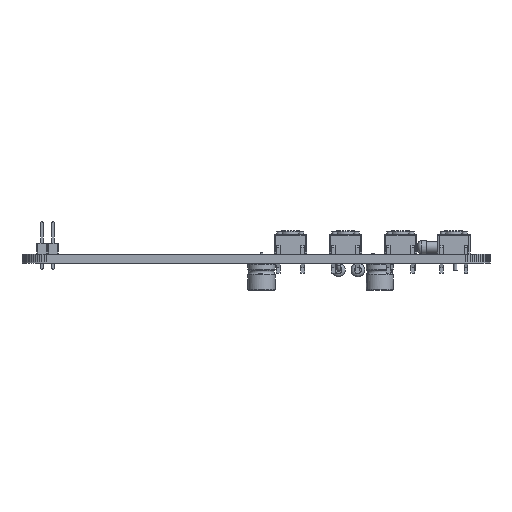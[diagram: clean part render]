
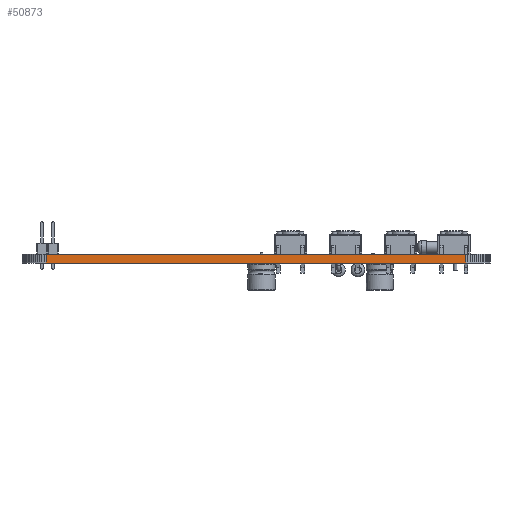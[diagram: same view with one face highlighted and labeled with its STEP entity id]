
A CAD part, left-side view. The second image highlights one B-rep face of the part: STEP entity #50873.
In plain terms, the highlighted planar face has unit normal (-1, 0, 0).
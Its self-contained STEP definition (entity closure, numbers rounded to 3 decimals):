
#17239 = PLANE('',#17240);
#17240 = AXIS2_PLACEMENT_3D('',#17241,#17242,#17243);
#17241 = CARTESIAN_POINT('',(140.97,-99.06,1.6));
#17242 = DIRECTION('',(-0.,-0.,-1.));
#17243 = DIRECTION('',(-1.,0.,0.));
#17293 = PLANE('',#17294);
#17294 = AXIS2_PLACEMENT_3D('',#17295,#17296,#17297);
#17295 = CARTESIAN_POINT('',(140.97,-99.06,0.));
#17296 = DIRECTION('',(-0.,-0.,-1.));
#17297 = DIRECTION('',(-1.,0.,0.));
#18830 = VERTEX_POINT('',#18831);
#18831 = CARTESIAN_POINT('',(78.74,-137.74,0.));
#18845 = PLANE('',#18846);
#18846 = AXIS2_PLACEMENT_3D('',#18847,#18848,#18849);
#18847 = CARTESIAN_POINT('',(78.759,-138.155,0.));
#18848 = DIRECTION('',(-0.999,-0.046,0.));
#18849 = DIRECTION('',(-0.046,0.999,0.));
#18857 = EDGE_CURVE('',#18830,#18858,#18860,.T.);
#18858 = VERTEX_POINT('',#18859);
#18859 = CARTESIAN_POINT('',(78.74,-60.38,0.));
#18860 = SURFACE_CURVE('',#18861,(#18865,#18872),.PCURVE_S1.);
#18861 = LINE('',#18862,#18863);
#18862 = CARTESIAN_POINT('',(78.74,-137.74,0.));
#18863 = VECTOR('',#18864,1.);
#18864 = DIRECTION('',(0.,1.,0.));
#18865 = PCURVE('',#17293,#18866);
#18866 = DEFINITIONAL_REPRESENTATION('',(#18867),#18871);
#18867 = LINE('',#18868,#18869);
#18868 = CARTESIAN_POINT('',(62.23,-38.68));
#18869 = VECTOR('',#18870,1.);
#18870 = DIRECTION('',(0.,1.));
#18871 = ( GEOMETRIC_REPRESENTATION_CONTEXT(2) 
PARAMETRIC_REPRESENTATION_CONTEXT() REPRESENTATION_CONTEXT('2D SPACE',''
  ) );
#18872 = PCURVE('',#18873,#18878);
#18873 = PLANE('',#18874);
#18874 = AXIS2_PLACEMENT_3D('',#18875,#18876,#18877);
#18875 = CARTESIAN_POINT('',(78.74,-137.74,0.));
#18876 = DIRECTION('',(-1.,0.,0.));
#18877 = DIRECTION('',(0.,1.,0.));
#18878 = DEFINITIONAL_REPRESENTATION('',(#18879),#18883);
#18879 = LINE('',#18880,#18881);
#18880 = CARTESIAN_POINT('',(0.,0.));
#18881 = VECTOR('',#18882,1.);
#18882 = DIRECTION('',(1.,0.));
#18883 = ( GEOMETRIC_REPRESENTATION_CONTEXT(2) 
PARAMETRIC_REPRESENTATION_CONTEXT() REPRESENTATION_CONTEXT('2D SPACE',''
  ) );
#18901 = PLANE('',#18902);
#18902 = AXIS2_PLACEMENT_3D('',#18903,#18904,#18905);
#18903 = CARTESIAN_POINT('',(78.74,-60.38,0.));
#18904 = DIRECTION('',(-0.999,0.046,0.));
#18905 = DIRECTION('',(0.046,0.999,0.));
#36614 = VERTEX_POINT('',#36615);
#36615 = CARTESIAN_POINT('',(78.74,-137.74,1.6));
#36636 = EDGE_CURVE('',#36614,#36637,#36639,.T.);
#36637 = VERTEX_POINT('',#36638);
#36638 = CARTESIAN_POINT('',(78.74,-60.38,1.6));
#36639 = SURFACE_CURVE('',#36640,(#36644,#36651),.PCURVE_S1.);
#36640 = LINE('',#36641,#36642);
#36641 = CARTESIAN_POINT('',(78.74,-137.74,1.6));
#36642 = VECTOR('',#36643,1.);
#36643 = DIRECTION('',(0.,1.,0.));
#36644 = PCURVE('',#17239,#36645);
#36645 = DEFINITIONAL_REPRESENTATION('',(#36646),#36650);
#36646 = LINE('',#36647,#36648);
#36647 = CARTESIAN_POINT('',(62.23,-38.68));
#36648 = VECTOR('',#36649,1.);
#36649 = DIRECTION('',(0.,1.));
#36650 = ( GEOMETRIC_REPRESENTATION_CONTEXT(2) 
PARAMETRIC_REPRESENTATION_CONTEXT() REPRESENTATION_CONTEXT('2D SPACE',''
  ) );
#36651 = PCURVE('',#18873,#36652);
#36652 = DEFINITIONAL_REPRESENTATION('',(#36653),#36657);
#36653 = LINE('',#36654,#36655);
#36654 = CARTESIAN_POINT('',(0.,-1.6));
#36655 = VECTOR('',#36656,1.);
#36656 = DIRECTION('',(1.,0.));
#36657 = ( GEOMETRIC_REPRESENTATION_CONTEXT(2) 
PARAMETRIC_REPRESENTATION_CONTEXT() REPRESENTATION_CONTEXT('2D SPACE',''
  ) );
#50823 = EDGE_CURVE('',#18858,#36637,#50824,.T.);
#50824 = SURFACE_CURVE('',#50825,(#50829,#50836),.PCURVE_S1.);
#50825 = LINE('',#50826,#50827);
#50826 = CARTESIAN_POINT('',(78.74,-60.38,0.));
#50827 = VECTOR('',#50828,1.);
#50828 = DIRECTION('',(0.,0.,1.));
#50829 = PCURVE('',#18901,#50830);
#50830 = DEFINITIONAL_REPRESENTATION('',(#50831),#50835);
#50831 = LINE('',#50832,#50833);
#50832 = CARTESIAN_POINT('',(0.,0.));
#50833 = VECTOR('',#50834,1.);
#50834 = DIRECTION('',(0.,-1.));
#50835 = ( GEOMETRIC_REPRESENTATION_CONTEXT(2) 
PARAMETRIC_REPRESENTATION_CONTEXT() REPRESENTATION_CONTEXT('2D SPACE',''
  ) );
#50836 = PCURVE('',#18873,#50837);
#50837 = DEFINITIONAL_REPRESENTATION('',(#50838),#50842);
#50838 = LINE('',#50839,#50840);
#50839 = CARTESIAN_POINT('',(77.36,0.));
#50840 = VECTOR('',#50841,1.);
#50841 = DIRECTION('',(0.,-1.));
#50842 = ( GEOMETRIC_REPRESENTATION_CONTEXT(2) 
PARAMETRIC_REPRESENTATION_CONTEXT() REPRESENTATION_CONTEXT('2D SPACE',''
  ) );
#50873 = ADVANCED_FACE('',(#50874),#18873,.T.);
#50874 = FACE_BOUND('',#50875,.T.);
#50875 = EDGE_LOOP('',(#50876,#50897,#50898,#50899));
#50876 = ORIENTED_EDGE('',*,*,#50877,.T.);
#50877 = EDGE_CURVE('',#18830,#36614,#50878,.T.);
#50878 = SURFACE_CURVE('',#50879,(#50883,#50890),.PCURVE_S1.);
#50879 = LINE('',#50880,#50881);
#50880 = CARTESIAN_POINT('',(78.74,-137.74,0.));
#50881 = VECTOR('',#50882,1.);
#50882 = DIRECTION('',(0.,0.,1.));
#50883 = PCURVE('',#18873,#50884);
#50884 = DEFINITIONAL_REPRESENTATION('',(#50885),#50889);
#50885 = LINE('',#50886,#50887);
#50886 = CARTESIAN_POINT('',(0.,0.));
#50887 = VECTOR('',#50888,1.);
#50888 = DIRECTION('',(0.,-1.));
#50889 = ( GEOMETRIC_REPRESENTATION_CONTEXT(2) 
PARAMETRIC_REPRESENTATION_CONTEXT() REPRESENTATION_CONTEXT('2D SPACE',''
  ) );
#50890 = PCURVE('',#18845,#50891);
#50891 = DEFINITIONAL_REPRESENTATION('',(#50892),#50896);
#50892 = LINE('',#50893,#50894);
#50893 = CARTESIAN_POINT('',(0.416,0.));
#50894 = VECTOR('',#50895,1.);
#50895 = DIRECTION('',(0.,-1.));
#50896 = ( GEOMETRIC_REPRESENTATION_CONTEXT(2) 
PARAMETRIC_REPRESENTATION_CONTEXT() REPRESENTATION_CONTEXT('2D SPACE',''
  ) );
#50897 = ORIENTED_EDGE('',*,*,#36636,.T.);
#50898 = ORIENTED_EDGE('',*,*,#50823,.F.);
#50899 = ORIENTED_EDGE('',*,*,#18857,.F.);
